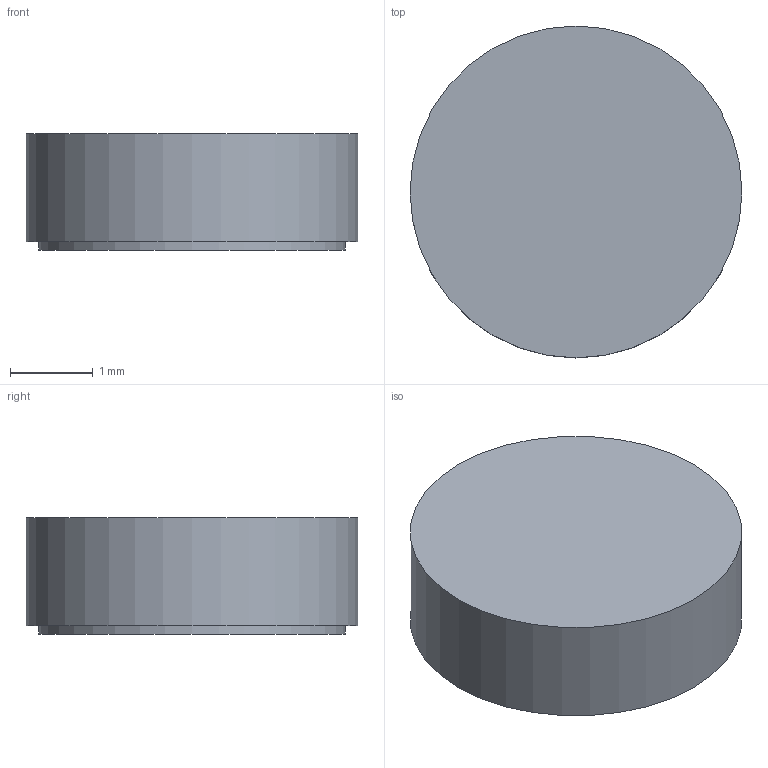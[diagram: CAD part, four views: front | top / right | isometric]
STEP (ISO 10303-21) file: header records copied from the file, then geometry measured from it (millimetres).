
FILE_DESCRIPTION(('FreeCAD Model'),'2;1');
FILE_NAME('Open CASCADE Shape Model','2025-02-01T14:02:38',(''),(''), 'Open CASCADE STEP processor 7.7','FreeCAD','Unknown');
FILE_SCHEMA(('AUTOMOTIVE_DESIGN { 1 0 10303 214 1 1 1 1 }'));
Length unit declared in the file: millimetre
Products named in the file (3): mic; Extrude003; Extrude001
Assembly tree (2 placements, depth 2):
  mic
    Extrude003
    Extrude001
Bounding box: 4 x 4 x 1.4 mm (x, y, z)
Volume: 17.4 mm3; surface area: 64.1 mm2
Topology: 2 solids, 2 shells, 6 faces, 6 edges, 4 vertices
Faces by surface type: plane 4, cylinder 2
Full cylindrical faces by diameter (mm): 3.7 x1, 4 x1
Entity records: 181 total; most frequent: DIRECTION 28, CARTESIAN_POINT 19, AXIS2_PLACEMENT_3D 13, ORIENTED_EDGE 12, ADVANCED_FACE 6, FACE_BOUND 6, EDGE_LOOP 6, EDGE_CURVE 6
